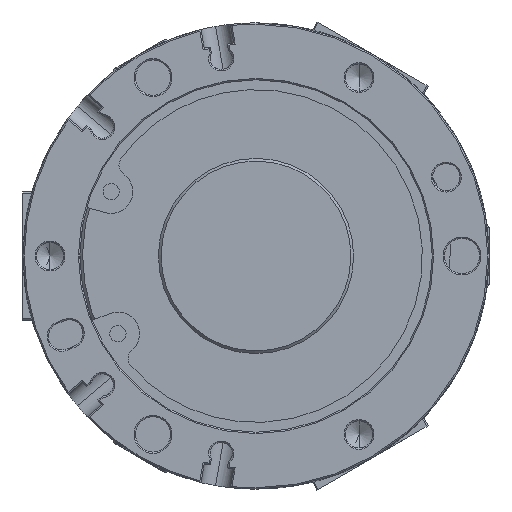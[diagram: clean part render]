
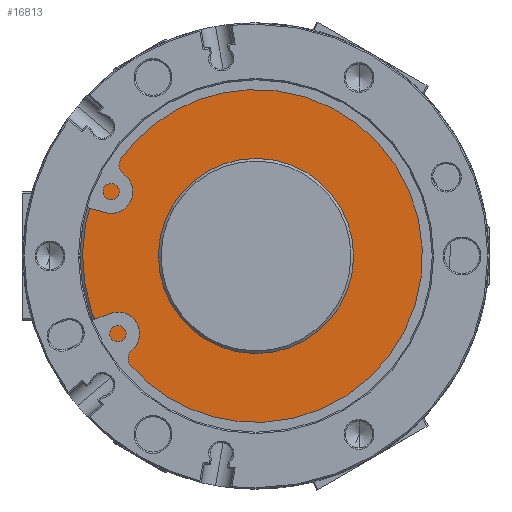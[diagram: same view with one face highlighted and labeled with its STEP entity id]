
A CAD part, front view. The second image highlights one B-rep face of the part: STEP entity #16813.
In plain terms, the highlighted face is planar.
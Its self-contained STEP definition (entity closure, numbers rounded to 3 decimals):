
#2246 = ORIENTED_EDGE ( 'NONE', *, *, #9833, .T. ) ;
#2361 = CARTESIAN_POINT ( 'NONE',  ( -18., 0., 0. ) ) ;
#4098 = CARTESIAN_POINT ( 'NONE',  ( 0., 0., 0. ) ) ;
#4245 = VERTEX_POINT ( 'NONE', #4607 ) ;
#4607 = CARTESIAN_POINT ( 'NONE',  ( 32., 0., 0. ) ) ;
#4964 = AXIS2_PLACEMENT_3D ( 'NONE', #5998, #23338, #8527 ) ;
#5577 = AXIS2_PLACEMENT_3D ( 'NONE', #8311, #25619, #10795 ) ;
#5681 = AXIS2_PLACEMENT_3D ( 'NONE', #7805, #30078, #15235 ) ;
#5767 = EDGE_LOOP ( 'NONE', ( #9148, #7238 ) ) ;
#5998 = CARTESIAN_POINT ( 'NONE',  ( 0., 0., 0. ) ) ;
#6267 = VERTEX_POINT ( 'NONE', #10689 ) ;
#6629 = DIRECTION ( 'NONE',  ( 1., 0., 0. ) ) ;
#7238 = ORIENTED_EDGE ( 'NONE', *, *, #12013, .F. ) ;
#7805 = CARTESIAN_POINT ( 'NONE',  ( 0., 0., 0. ) ) ;
#8169 = VERTEX_POINT ( 'NONE', #2361 ) ;
#8311 = CARTESIAN_POINT ( 'NONE',  ( 0., 0., 0. ) ) ;
#8527 = DIRECTION ( 'NONE',  ( 1., 0., 0. ) ) ;
#9148 = ORIENTED_EDGE ( 'NONE', *, *, #29233, .F. ) ;
#9833 = EDGE_CURVE ( 'NONE', #31295, #4245, #19066, .T. ) ;
#10177 = PLANE ( 'NONE',  #5681 ) ;
#10689 = CARTESIAN_POINT ( 'NONE',  ( 18., 0., 0. ) ) ;
#10795 = DIRECTION ( 'NONE',  ( 1., 0., 0. ) ) ;
#12013 = EDGE_CURVE ( 'NONE', #8169, #6267, #16122, .T. ) ;
#12737 = EDGE_CURVE ( 'NONE', #4245, #31295, #17235, .T. ) ;
#13841 = CARTESIAN_POINT ( 'NONE',  ( 0., 0., 0. ) ) ;
#15235 = DIRECTION ( 'NONE',  ( 1., 0., 0. ) ) ;
#15453 = AXIS2_PLACEMENT_3D ( 'NONE', #4098, #21453, #6629 ) ;
#15731 = CARTESIAN_POINT ( 'NONE',  ( -32., 0., 0. ) ) ;
#15896 = EDGE_LOOP ( 'NONE', ( #18958, #2246 ) ) ;
#16122 = CIRCLE ( 'NONE', #27352, 18. ) ;
#16311 = DIRECTION ( 'NONE',  ( 1., 0., 0. ) ) ;
#16813 = ADVANCED_FACE ( 'NONE', ( #24804, #17403 ), #10177, .F. ) ;
#17235 = CIRCLE ( 'NONE', #5577, 32. ) ;
#17403 = FACE_BOUND ( 'NONE', #5767, .T. ) ;
#18958 = ORIENTED_EDGE ( 'NONE', *, *, #12737, .T. ) ;
#19066 = CIRCLE ( 'NONE', #15453, 32. ) ;
#21453 = DIRECTION ( 'NONE',  ( 0., 0., -1. ) ) ;
#23338 = DIRECTION ( 'NONE',  ( 0., 0., -1. ) ) ;
#24804 = FACE_OUTER_BOUND ( 'NONE', #15896, .T. ) ;
#25619 = DIRECTION ( 'NONE',  ( 0., 0., -1. ) ) ;
#27352 = AXIS2_PLACEMENT_3D ( 'NONE', #13841, #31173, #16311 ) ;
#29233 = EDGE_CURVE ( 'NONE', #6267, #8169, #30373, .T. ) ;
#30078 = DIRECTION ( 'NONE',  ( 0., 0., 1. ) ) ;
#30373 = CIRCLE ( 'NONE', #4964, 18. ) ;
#31173 = DIRECTION ( 'NONE',  ( 0., 0., -1. ) ) ;
#31295 = VERTEX_POINT ( 'NONE', #15731 ) ;
